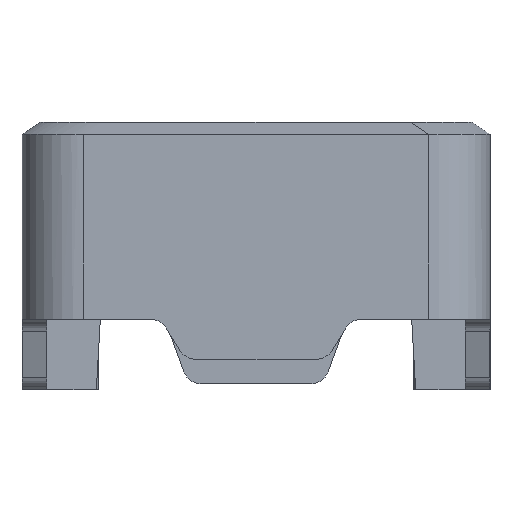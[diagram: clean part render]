
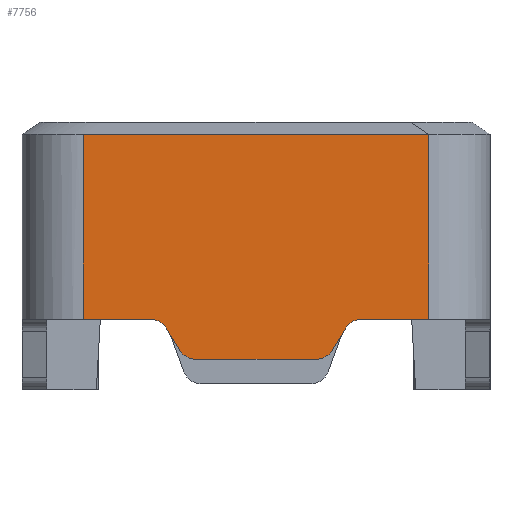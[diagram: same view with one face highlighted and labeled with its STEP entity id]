
A CAD part, left-side view. The second image highlights one B-rep face of the part: STEP entity #7756.
In plain terms, the highlighted planar face has unit normal (-1, 0, 0).
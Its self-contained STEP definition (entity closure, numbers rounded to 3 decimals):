
#138 = ORIENTED_EDGE ( 'NONE', *, *, #9715, .T. ) ;
#320 = EDGE_CURVE ( 'NONE', #7616, #6536, #2795, .T. ) ;
#334 = VERTEX_POINT ( 'NONE', #10699 ) ;
#770 = DIRECTION ( 'NONE',  ( 0., 0., 1. ) ) ;
#772 = PLANE ( 'NONE',  #9800 ) ;
#774 = DIRECTION ( 'NONE',  ( 0., 1., 0. ) ) ;
#810 = CARTESIAN_POINT ( 'NONE',  ( -51.15, 14.05, 1. ) ) ;
#1139 = ORIENTED_EDGE ( 'NONE', *, *, #9624, .T. ) ;
#1164 = VERTEX_POINT ( 'NONE', #11934 ) ;
#1397 = DIRECTION ( 'NONE',  ( 1., 0., 0. ) ) ;
#1543 = CARTESIAN_POINT ( 'NONE',  ( -51.15, 8.588, -14.05 ) ) ;
#1822 = DIRECTION ( 'NONE',  ( 0., 0., -1. ) ) ;
#1847 = FACE_OUTER_BOUND ( 'NONE', #10730, .T. ) ;
#1874 = VECTOR ( 'NONE', #3714, 1000. ) ;
#1892 = VERTEX_POINT ( 'NONE', #10360 ) ;
#2073 = CIRCLE ( 'NONE', #2294, 1.5 ) ;
#2125 = ORIENTED_EDGE ( 'NONE', *, *, #4594, .T. ) ;
#2195 = EDGE_CURVE ( 'NONE', #4566, #6536, #5900, .T. ) ;
#2233 = CIRCLE ( 'NONE', #13208, 1.5 ) ;
#2255 = DIRECTION ( 'NONE',  ( 0., -1., 0. ) ) ;
#2294 = AXIS2_PLACEMENT_3D ( 'NONE', #4434, #1397, #11711 ) ;
#2454 = DIRECTION ( 'NONE',  ( 0., -1., 0. ) ) ;
#2639 = VECTOR ( 'NONE', #774, 1000. ) ;
#2734 = DIRECTION ( 'NONE',  ( 0., -0.524, 0.852 ) ) ;
#2779 = CARTESIAN_POINT ( 'NONE',  ( -51.15, 14.05, -14.05 ) ) ;
#2792 = LINE ( 'NONE', #13103, #9808 ) ;
#2795 = CIRCLE ( 'NONE', #3231, 1.5 ) ;
#2950 = AXIS2_PLACEMENT_3D ( 'NONE', #10174, #11124, #1822 ) ;
#3125 = DIRECTION ( 'NONE',  ( 0., -1., 0. ) ) ;
#3202 = CARTESIAN_POINT ( 'NONE',  ( -51.15, -4.912, -17.3 ) ) ;
#3225 = EDGE_CURVE ( 'NONE', #1164, #7180, #7796, .T. ) ;
#3231 = AXIS2_PLACEMENT_3D ( 'NONE', #3352, #8416, #8485 ) ;
#3338 = CARTESIAN_POINT ( 'NONE',  ( -51.15, 14.05, -14.05 ) ) ;
#3352 = CARTESIAN_POINT ( 'NONE',  ( -51.15, 4.912, -15.8 ) ) ;
#3510 = DIRECTION ( 'NONE',  ( 0., -0.524, -0.852 ) ) ;
#3553 = VECTOR ( 'NONE', #3125, 1000. ) ;
#3568 = CARTESIAN_POINT ( 'NONE',  ( -51.15, 6.189, -16.586 ) ) ;
#3644 = LINE ( 'NONE', #7511, #13286 ) ;
#3714 = DIRECTION ( 'NONE',  ( 0., 0., -1. ) ) ;
#4434 = CARTESIAN_POINT ( 'NONE',  ( -51.15, 8.588, -15.55 ) ) ;
#4452 = VECTOR ( 'NONE', #2255, 1000. ) ;
#4566 = VERTEX_POINT ( 'NONE', #3202 ) ;
#4594 = EDGE_CURVE ( 'NONE', #334, #7578, #7323, .T. ) ;
#4617 = ORIENTED_EDGE ( 'NONE', *, *, #7242, .F. ) ;
#4622 = EDGE_CURVE ( 'NONE', #11098, #10332, #2073, .T. ) ;
#4985 = LINE ( 'NONE', #810, #1874 ) ;
#5114 = ORIENTED_EDGE ( 'NONE', *, *, #8218, .T. ) ;
#5181 = CARTESIAN_POINT ( 'NONE',  ( -51.15, 4.912, -17.3 ) ) ;
#5536 = ORIENTED_EDGE ( 'NONE', *, *, #9695, .T. ) ;
#5638 = CARTESIAN_POINT ( 'NONE',  ( -51.15, 7.311, -14.764 ) ) ;
#5900 = LINE ( 'NONE', #10013, #2639 ) ;
#6433 = ORIENTED_EDGE ( 'NONE', *, *, #4622, .T. ) ;
#6536 = VERTEX_POINT ( 'NONE', #5181 ) ;
#6619 = CIRCLE ( 'NONE', #2950, 1.5 ) ;
#6852 = DIRECTION ( 'NONE',  ( 1., 0., 0. ) ) ;
#6886 = CARTESIAN_POINT ( 'NONE',  ( -51.15, -14.05, 1. ) ) ;
#6901 = CARTESIAN_POINT ( 'NONE',  ( -51.15, -14.05, -14.05 ) ) ;
#6979 = CARTESIAN_POINT ( 'NONE',  ( -51.15, -19.05, 1. ) ) ;
#7175 = EDGE_CURVE ( 'NONE', #7578, #7646, #2792, .T. ) ;
#7180 = VERTEX_POINT ( 'NONE', #7992 ) ;
#7242 = EDGE_CURVE ( 'NONE', #1892, #7646, #7316, .T. ) ;
#7316 = LINE ( 'NONE', #8121, #3553 ) ;
#7323 = LINE ( 'NONE', #3338, #4452 ) ;
#7511 = CARTESIAN_POINT ( 'NONE',  ( -51.15, 5.75, -17.3 ) ) ;
#7540 = VERTEX_POINT ( 'NONE', #2779 ) ;
#7578 = VERTEX_POINT ( 'NONE', #6901 ) ;
#7592 = LINE ( 'NONE', #10491, #11014 ) ;
#7616 = VERTEX_POINT ( 'NONE', #3568 ) ;
#7627 = ORIENTED_EDGE ( 'NONE', *, *, #10781, .T. ) ;
#7646 = VERTEX_POINT ( 'NONE', #6886 ) ;
#7756 = ADVANCED_FACE ( 'NONE', ( #1847 ), #772, .F. ) ;
#7796 = LINE ( 'NONE', #11828, #11207 ) ;
#7992 = CARTESIAN_POINT ( 'NONE',  ( -51.15, -7.311, -14.764 ) ) ;
#8121 = CARTESIAN_POINT ( 'NONE',  ( -51.15, -19.05, 1. ) ) ;
#8182 = ORIENTED_EDGE ( 'NONE', *, *, #320, .T. ) ;
#8218 = EDGE_CURVE ( 'NONE', #4566, #1164, #2233, .T. ) ;
#8366 = ORIENTED_EDGE ( 'NONE', *, *, #3225, .T. ) ;
#8416 = DIRECTION ( 'NONE',  ( -1., 0., 0. ) ) ;
#8485 = DIRECTION ( 'NONE',  ( 0., 0., -1. ) ) ;
#9123 = CARTESIAN_POINT ( 'NONE',  ( -51.15, -4.912, -15.8 ) ) ;
#9624 = EDGE_CURVE ( 'NONE', #10332, #7616, #3644, .T. ) ;
#9695 = EDGE_CURVE ( 'NONE', #1892, #7540, #4985, .T. ) ;
#9715 = EDGE_CURVE ( 'NONE', #7180, #334, #6619, .T. ) ;
#9800 = AXIS2_PLACEMENT_3D ( 'NONE', #6979, #6852, #12222 ) ;
#9808 = VECTOR ( 'NONE', #770, 1000. ) ;
#10013 = CARTESIAN_POINT ( 'NONE',  ( -51.15, 5.75, -17.3 ) ) ;
#10174 = CARTESIAN_POINT ( 'NONE',  ( -51.15, -8.588, -15.55 ) ) ;
#10332 = VERTEX_POINT ( 'NONE', #5638 ) ;
#10360 = CARTESIAN_POINT ( 'NONE',  ( -51.15, 14.05, 1. ) ) ;
#10491 = CARTESIAN_POINT ( 'NONE',  ( -51.15, 14.05, -14.05 ) ) ;
#10609 = ORIENTED_EDGE ( 'NONE', *, *, #2195, .F. ) ;
#10699 = CARTESIAN_POINT ( 'NONE',  ( -51.15, -8.588, -14.05 ) ) ;
#10730 = EDGE_LOOP ( 'NONE', ( #10609, #5114, #8366, #138, #2125, #12892, #4617, #5536, #7627, #6433, #1139, #8182 ) ) ;
#10781 = EDGE_CURVE ( 'NONE', #7540, #11098, #7592, .T. ) ;
#11014 = VECTOR ( 'NONE', #2454, 1000. ) ;
#11098 = VERTEX_POINT ( 'NONE', #1543 ) ;
#11124 = DIRECTION ( 'NONE',  ( 1., 0., 0. ) ) ;
#11207 = VECTOR ( 'NONE', #2734, 1000. ) ;
#11711 = DIRECTION ( 'NONE',  ( 0., 0., -1. ) ) ;
#11828 = CARTESIAN_POINT ( 'NONE',  ( -51.15, -7.75, -14.05 ) ) ;
#11934 = CARTESIAN_POINT ( 'NONE',  ( -51.15, -6.189, -16.586 ) ) ;
#12205 = DIRECTION ( 'NONE',  ( 0., 0., -1. ) ) ;
#12222 = DIRECTION ( 'NONE',  ( 0., 0., -1. ) ) ;
#12892 = ORIENTED_EDGE ( 'NONE', *, *, #7175, .T. ) ;
#13103 = CARTESIAN_POINT ( 'NONE',  ( -51.15, -14.05, 1. ) ) ;
#13208 = AXIS2_PLACEMENT_3D ( 'NONE', #9123, #13218, #12205 ) ;
#13218 = DIRECTION ( 'NONE',  ( -1., 0., 0. ) ) ;
#13286 = VECTOR ( 'NONE', #3510, 1000. ) ;
